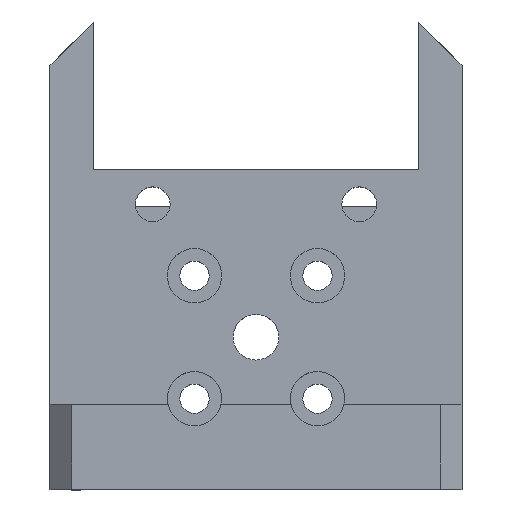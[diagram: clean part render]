
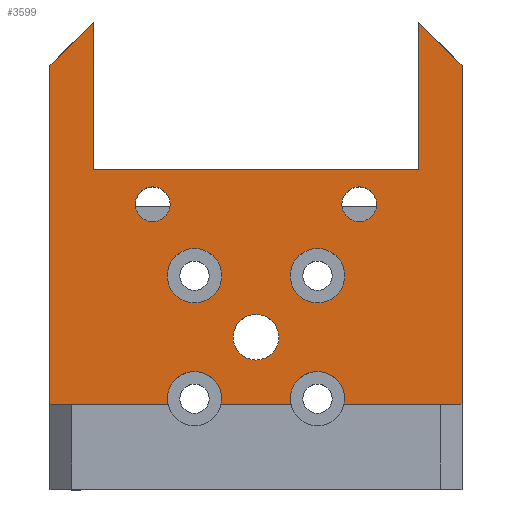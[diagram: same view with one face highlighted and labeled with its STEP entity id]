
A CAD part, top view. The second image highlights one B-rep face of the part: STEP entity #3599.
In plain terms, the highlighted planar face has unit normal (0, 0, 1).
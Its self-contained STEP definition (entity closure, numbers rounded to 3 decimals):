
#162=LINE('',#5051,#526);
#163=LINE('',#5054,#527);
#164=LINE('',#5056,#528);
#165=LINE('',#5058,#529);
#166=LINE('',#5060,#530);
#167=LINE('',#5062,#531);
#168=LINE('',#5064,#532);
#169=LINE('',#5068,#533);
#170=LINE('',#5072,#534);
#171=LINE('',#5074,#535);
#526=VECTOR('',#4105,1000.);
#527=VECTOR('',#4106,1000.);
#528=VECTOR('',#4107,1000.);
#529=VECTOR('',#4108,1000.);
#530=VECTOR('',#4109,1000.);
#531=VECTOR('',#4110,1000.);
#532=VECTOR('',#4111,1000.);
#533=VECTOR('',#4114,1000.);
#534=VECTOR('',#4117,1000.);
#535=VECTOR('',#4118,1000.);
#890=ORIENTED_EDGE('',*,*,#1960,.F.);
#891=ORIENTED_EDGE('',*,*,#1961,.F.);
#892=ORIENTED_EDGE('',*,*,#1962,.F.);
#893=ORIENTED_EDGE('',*,*,#1963,.F.);
#894=ORIENTED_EDGE('',*,*,#1964,.F.);
#895=ORIENTED_EDGE('',*,*,#1965,.F.);
#896=ORIENTED_EDGE('',*,*,#1966,.T.);
#897=ORIENTED_EDGE('',*,*,#1967,.T.);
#898=ORIENTED_EDGE('',*,*,#1968,.T.);
#899=ORIENTED_EDGE('',*,*,#1969,.F.);
#900=ORIENTED_EDGE('',*,*,#1970,.F.);
#901=ORIENTED_EDGE('',*,*,#1971,.T.);
#902=ORIENTED_EDGE('',*,*,#1972,.F.);
#903=ORIENTED_EDGE('',*,*,#1973,.T.);
#904=ORIENTED_EDGE('',*,*,#1974,.F.);
#905=ORIENTED_EDGE('',*,*,#1975,.T.);
#906=ORIENTED_EDGE('',*,*,#1976,.F.);
#1960=EDGE_CURVE('',#2495,#2495,#2866,.T.);
#1961=EDGE_CURVE('',#2496,#2496,#2867,.T.);
#1962=EDGE_CURVE('',#2497,#2497,#2868,.F.);
#1963=EDGE_CURVE('',#2498,#2498,#2869,.F.);
#1964=EDGE_CURVE('',#2499,#2499,#2870,.F.);
#1965=EDGE_CURVE('',#2500,#2501,#162,.T.);
#1966=EDGE_CURVE('',#2500,#2502,#163,.F.);
#1967=EDGE_CURVE('',#2502,#2503,#164,.T.);
#1968=EDGE_CURVE('',#2503,#2504,#165,.T.);
#1969=EDGE_CURVE('',#2505,#2504,#166,.T.);
#1970=EDGE_CURVE('',#2506,#2505,#167,.T.);
#1971=EDGE_CURVE('',#2506,#2507,#168,.T.);
#1972=EDGE_CURVE('',#2508,#2507,#2871,.F.);
#1973=EDGE_CURVE('',#2508,#2509,#169,.T.);
#1974=EDGE_CURVE('',#2510,#2509,#2872,.F.);
#1975=EDGE_CURVE('',#2510,#2511,#170,.T.);
#1976=EDGE_CURVE('',#2501,#2511,#171,.F.);
#2495=VERTEX_POINT('',#5042);
#2496=VERTEX_POINT('',#5044);
#2497=VERTEX_POINT('',#5046);
#2498=VERTEX_POINT('',#5048);
#2499=VERTEX_POINT('',#5050);
#2500=VERTEX_POINT('',#5052);
#2501=VERTEX_POINT('',#5053);
#2502=VERTEX_POINT('',#5055);
#2503=VERTEX_POINT('',#5057);
#2504=VERTEX_POINT('',#5059);
#2505=VERTEX_POINT('',#5061);
#2506=VERTEX_POINT('',#5063);
#2507=VERTEX_POINT('',#5065);
#2508=VERTEX_POINT('',#5067);
#2509=VERTEX_POINT('',#5069);
#2510=VERTEX_POINT('',#5071);
#2511=VERTEX_POINT('',#5073);
#2866=CIRCLE('',#3801,1.6);
#2867=CIRCLE('',#3802,1.6);
#2868=CIRCLE('',#3803,2.5);
#2869=CIRCLE('',#3804,2.5);
#2870=CIRCLE('',#3805,2.1);
#2871=CIRCLE('',#3806,2.5);
#2872=CIRCLE('',#3807,2.5);
#2929=EDGE_LOOP('',(#890));
#2930=EDGE_LOOP('',(#891));
#2931=EDGE_LOOP('',(#892));
#2932=EDGE_LOOP('',(#893));
#2933=EDGE_LOOP('',(#894));
#2934=EDGE_LOOP('',(#895,#896,#897,#898,#899,#900,#901,#902,#903,#904,#905,
#906));
#3191=FACE_BOUND('',#2929,.T.);
#3192=FACE_BOUND('',#2930,.T.);
#3193=FACE_BOUND('',#2931,.T.);
#3194=FACE_BOUND('',#2932,.T.);
#3195=FACE_BOUND('',#2933,.T.);
#3196=FACE_BOUND('',#2934,.T.);
#3453=PLANE('',#3800);
#3599=ADVANCED_FACE('',(#3191,#3192,#3193,#3194,#3195,#3196),#3453,.F.);
#3800=AXIS2_PLACEMENT_3D('',#5040,#4093,#4094);
#3801=AXIS2_PLACEMENT_3D('',#5041,#4095,#4096);
#3802=AXIS2_PLACEMENT_3D('',#5043,#4097,#4098);
#3803=AXIS2_PLACEMENT_3D('',#5045,#4099,#4100);
#3804=AXIS2_PLACEMENT_3D('',#5047,#4101,#4102);
#3805=AXIS2_PLACEMENT_3D('',#5049,#4103,#4104);
#3806=AXIS2_PLACEMENT_3D('',#5066,#4112,#4113);
#3807=AXIS2_PLACEMENT_3D('',#5070,#4115,#4116);
#4093=DIRECTION('',(0.,0.,-1.));
#4094=DIRECTION('',(0.,1.,0.));
#4095=DIRECTION('',(0.,0.,1.));
#4096=DIRECTION('',(0.,1.,0.));
#4097=DIRECTION('',(0.,0.,1.));
#4098=DIRECTION('',(0.,1.,0.));
#4099=DIRECTION('',(0.,0.,-1.));
#4100=DIRECTION('',(0.,1.,0.));
#4101=DIRECTION('',(0.,0.,-1.));
#4102=DIRECTION('',(0.,1.,0.));
#4103=DIRECTION('',(0.,0.,-1.));
#4104=DIRECTION('',(0.,1.,0.));
#4105=DIRECTION('',(0.707,-0.707,0.));
#4106=DIRECTION('',(0.,1.,0.));
#4107=DIRECTION('',(-1.,0.,0.));
#4108=DIRECTION('',(0.,1.,0.));
#4109=DIRECTION('',(0.707,0.707,0.));
#4110=DIRECTION('',(0.,1.,0.));
#4111=DIRECTION('',(1.,0.,0.));
#4112=DIRECTION('',(0.,0.,-1.));
#4113=DIRECTION('',(0.,1.,0.));
#4114=DIRECTION('',(1.,0.,0.));
#4115=DIRECTION('',(0.,0.,-1.));
#4116=DIRECTION('',(0.,1.,0.));
#4117=DIRECTION('',(1.,0.,0.));
#4118=DIRECTION('',(0.,1.,0.));
#5040=CARTESIAN_POINT('',(-18.95,-28.2,17.998));
#5041=CARTESIAN_POINT('',(9.5,-9.775,17.998));
#5042=CARTESIAN_POINT('',(9.5,-8.175,17.998));
#5043=CARTESIAN_POINT('',(-9.5,-9.775,17.998));
#5044=CARTESIAN_POINT('',(-9.5,-8.175,17.998));
#5045=CARTESIAN_POINT('',(-5.657,-16.343,17.998));
#5046=CARTESIAN_POINT('',(-5.657,-13.843,17.998));
#5047=CARTESIAN_POINT('',(5.657,-16.343,17.998));
#5048=CARTESIAN_POINT('',(5.657,-13.843,17.998));
#5049=CARTESIAN_POINT('',(0.,-22.,17.998));
#5050=CARTESIAN_POINT('',(0.,-19.9,17.998));
#5051=CARTESIAN_POINT('',(14.95,6.993,17.998));
#5052=CARTESIAN_POINT('',(14.95,6.993,17.998));
#5053=CARTESIAN_POINT('',(18.95,2.993,17.998));
#5054=CARTESIAN_POINT('',(14.95,-28.2,17.998));
#5055=CARTESIAN_POINT('',(14.95,-6.55,17.998));
#5056=CARTESIAN_POINT('',(281.06,-6.55,17.998));
#5057=CARTESIAN_POINT('',(-14.95,-6.55,17.998));
#5058=CARTESIAN_POINT('',(-14.95,-28.2,17.998));
#5059=CARTESIAN_POINT('',(-14.95,6.993,17.998));
#5060=CARTESIAN_POINT('',(-18.95,2.993,17.998));
#5061=CARTESIAN_POINT('',(-18.95,2.993,17.998));
#5062=CARTESIAN_POINT('',(-18.95,-28.2,17.998));
#5063=CARTESIAN_POINT('',(-18.95,-28.2,17.998));
#5064=CARTESIAN_POINT('',(-18.95,-28.2,17.998));
#5065=CARTESIAN_POINT('',(-8.097,-28.2,17.998));
#5066=CARTESIAN_POINT('',(-5.657,-27.657,17.998));
#5067=CARTESIAN_POINT('',(-3.217,-28.2,17.998));
#5068=CARTESIAN_POINT('',(-18.95,-28.2,17.998));
#5069=CARTESIAN_POINT('',(3.217,-28.2,17.998));
#5070=CARTESIAN_POINT('',(5.657,-27.657,17.998));
#5071=CARTESIAN_POINT('',(8.097,-28.2,17.998));
#5072=CARTESIAN_POINT('',(-18.95,-28.2,17.998));
#5073=CARTESIAN_POINT('',(18.95,-28.2,17.998));
#5074=CARTESIAN_POINT('',(18.95,-28.2,17.998));
